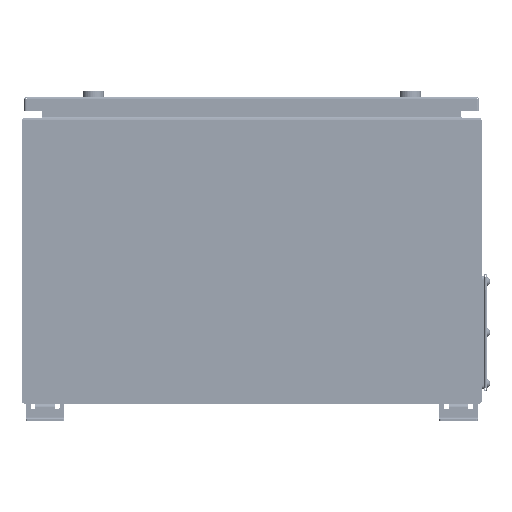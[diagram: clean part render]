
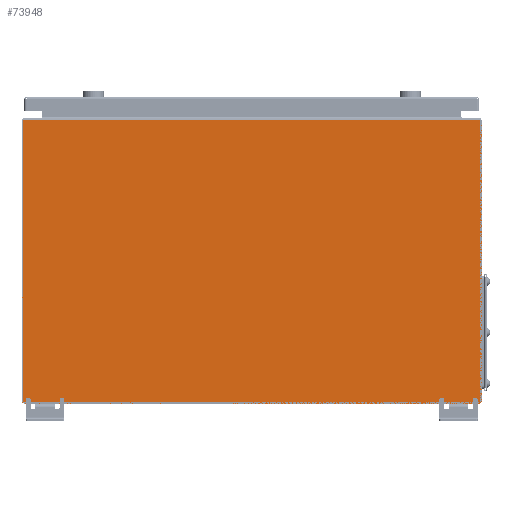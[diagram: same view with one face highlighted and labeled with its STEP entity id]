
A CAD part, left-side view. The second image highlights one B-rep face of the part: STEP entity #73948.
In plain terms, the highlighted planar face has unit normal (-1, 0, 0).
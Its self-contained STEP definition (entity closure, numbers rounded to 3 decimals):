
#33 = CARTESIAN_POINT ( 'NONE',  ( -1.5, -300., 183.5 ) ) ;
#87 = VERTEX_POINT ( 'NONE', #43986 ) ;
#1171 = EDGE_CURVE ( 'NONE', #47083, #49939, #64926, .T. ) ;
#5197 = CARTESIAN_POINT ( 'NONE',  ( -1.5, -300., 186.5 ) ) ;
#5229 = EDGE_CURVE ( 'NONE', #71219, #49939, #19588, .T. ) ;
#5452 = FACE_OUTER_BOUND ( 'NONE', #5894, .T. ) ;
#5894 = EDGE_LOOP ( 'NONE', ( #47906, #42234, #44732, #68574, #56287, #46382 ) ) ;
#7574 = EDGE_CURVE ( 'NONE', #47083, #87, #47804, .T. ) ;
#7658 = AXIS2_PLACEMENT_3D ( 'NONE', #13273, #7851, #76927 ) ;
#7851 = DIRECTION ( 'NONE',  ( -1., 0., 0. ) ) ;
#9408 = DIRECTION ( 'NONE',  ( 0., 0., 1. ) ) ;
#12517 = DIRECTION ( 'NONE',  ( -1., 0., 0. ) ) ;
#13273 = CARTESIAN_POINT ( 'NONE',  ( -1.5, -297., -183.5 ) ) ;
#15657 = CARTESIAN_POINT ( 'NONE',  ( -1.5, 300., 186.5 ) ) ;
#17924 = PLANE ( 'NONE',  #54523 ) ;
#19588 = LINE ( 'NONE', #33, #40471 ) ;
#22531 = CARTESIAN_POINT ( 'NONE',  ( -1.5, 300., 183.5 ) ) ;
#24847 = CIRCLE ( 'NONE', #7658, 3. ) ;
#24980 = CARTESIAN_POINT ( 'NONE',  ( -1.5, 0., 0. ) ) ;
#26750 = DIRECTION ( 'NONE',  ( 0., 1., 0. ) ) ;
#32914 = EDGE_CURVE ( 'NONE', #72096, #37655, #24847, .T. ) ;
#35246 = CARTESIAN_POINT ( 'NONE',  ( -1.5, 297., -183.5 ) ) ;
#35528 = EDGE_CURVE ( 'NONE', #72096, #87, #52923, .T. ) ;
#37655 = VERTEX_POINT ( 'NONE', #59523 ) ;
#38018 = VECTOR ( 'NONE', #9408, 1000. ) ;
#40471 = VECTOR ( 'NONE', #64571, 1000. ) ;
#42018 = EDGE_CURVE ( 'NONE', #71219, #37655, #55943, .T. ) ;
#42234 = ORIENTED_EDGE ( 'NONE', *, *, #32914, .T. ) ;
#43849 = AXIS2_PLACEMENT_3D ( 'NONE', #35246, #61451, #66873 ) ;
#43986 = CARTESIAN_POINT ( 'NONE',  ( -1.5, 297., -186.5 ) ) ;
#44732 = ORIENTED_EDGE ( 'NONE', *, *, #42018, .F. ) ;
#46382 = ORIENTED_EDGE ( 'NONE', *, *, #7574, .T. ) ;
#47083 = VERTEX_POINT ( 'NONE', #75344 ) ;
#47804 = CIRCLE ( 'NONE', #43849, 3. ) ;
#47906 = ORIENTED_EDGE ( 'NONE', *, *, #35528, .F. ) ;
#49939 = VERTEX_POINT ( 'NONE', #22531 ) ;
#50124 = DIRECTION ( 'NONE',  ( 0., 0., -1. ) ) ;
#52923 = LINE ( 'NONE', #78744, #65759 ) ;
#54523 = AXIS2_PLACEMENT_3D ( 'NONE', #24980, #12517, #76188 ) ;
#55943 = LINE ( 'NONE', #5197, #56488 ) ;
#56287 = ORIENTED_EDGE ( 'NONE', *, *, #1171, .F. ) ;
#56488 = VECTOR ( 'NONE', #50124, 1000. ) ;
#58543 = CARTESIAN_POINT ( 'NONE',  ( -1.5, -300., 183.5 ) ) ;
#59523 = CARTESIAN_POINT ( 'NONE',  ( -1.5, -300., -183.5 ) ) ;
#61451 = DIRECTION ( 'NONE',  ( -1., 0., 0. ) ) ;
#64325 = CARTESIAN_POINT ( 'NONE',  ( -1.5, -297., -186.5 ) ) ;
#64571 = DIRECTION ( 'NONE',  ( 0., 1., 0. ) ) ;
#64926 = LINE ( 'NONE', #15657, #38018 ) ;
#65759 = VECTOR ( 'NONE', #26750, 1000. ) ;
#66873 = DIRECTION ( 'NONE',  ( 0., 0., 1. ) ) ;
#68574 = ORIENTED_EDGE ( 'NONE', *, *, #5229, .T. ) ;
#71219 = VERTEX_POINT ( 'NONE', #58543 ) ;
#72096 = VERTEX_POINT ( 'NONE', #64325 ) ;
#73948 = ADVANCED_FACE ( 'NONE', ( #5452 ), #17924, .T. ) ;
#75344 = CARTESIAN_POINT ( 'NONE',  ( -1.5, 300., -183.5 ) ) ;
#76188 = DIRECTION ( 'NONE',  ( 0., 0., 1. ) ) ;
#76927 = DIRECTION ( 'NONE',  ( 0., 0., 1. ) ) ;
#78744 = CARTESIAN_POINT ( 'NONE',  ( -1.5, -300., -186.5 ) ) ;
